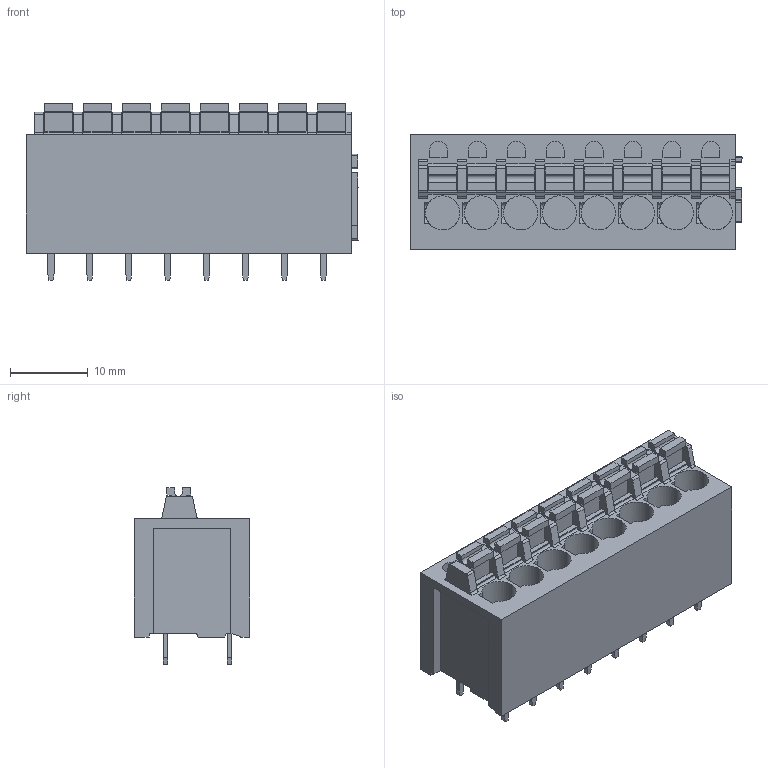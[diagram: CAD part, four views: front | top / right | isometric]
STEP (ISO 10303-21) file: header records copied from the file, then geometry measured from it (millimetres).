
FILE_DESCRIPTION(('CATIA V5 STEP Exchange','CAx-IF Rec.Pracs.--- Model Styling and Organization---1.4--- 2014-01-23'),'2;1');
FILE_NAME ('D1491561_0_1427320000_1427320000.stp','2021-06-29T08:46:18+00:00',('none'),('Weidmueller'),'CATIA Version 5-6 Release 2016 SP3 HF44','CATIA V5 STEP AP214','none');
FILE_SCHEMA(('AUTOMOTIVE_DESIGN { 1 0 10303 214 1 1 1 1 }'));
Length unit declared in the file: millimetre
Products named in the file (1): 1427320000
Bounding box: 42.65 x 14.8 x 22.7 mm (x, y, z)
Volume: 8672.7 mm3; surface area: 5358.9 mm2
Topology: 25 solids, 25 shells, 580 faces, 1533 edges, 1022 vertices
Faces by surface type: plane 441, cylinder 139
Entity records: 17265 total; most frequent: CARTESIAN_POINT 3073, ORIENTED_EDGE 3066, DIRECTION 2276, EDGE_CURVE 1533, VECTOR 1239, LINE 1239, VERTEX_POINT 1022, AXIS2_PLACEMENT_3D 656
